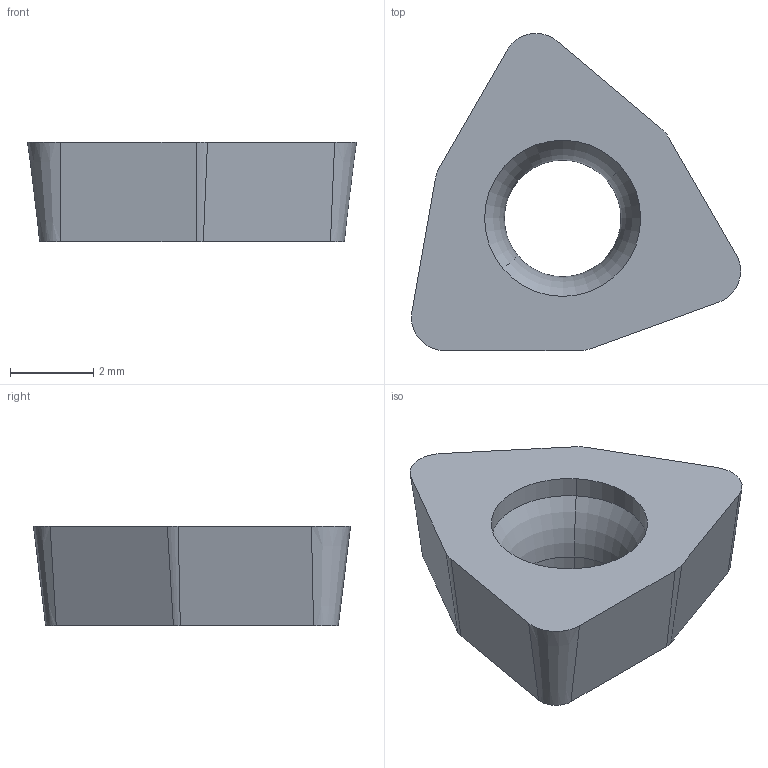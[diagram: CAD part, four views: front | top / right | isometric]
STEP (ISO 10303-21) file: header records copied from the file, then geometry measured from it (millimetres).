
FILE_DESCRIPTION((''),'2;1');
FILE_NAME('WC040208N','2024-09-24T17:03:11',('tlyaf015'),('PTC Japan'),'CREO PARAMETRIC BY PTC INC, 2021424','CREO PARAMETRIC BY PTC INC, 2021424','');
FILE_SCHEMA(('AUTOMOTIVE_DESIGN { 1 0 10303 214 1 1 1 1 }'));
Length unit declared in the file: millimetre
Products named in the file (1): WC040208N
Bounding box: 7.9 x 7.61 x 2.38 mm (x, y, z)
Volume: 69.4 mm3; surface area: 138.9 mm2
Topology: 1 solids, 1 shells, 20 faces, 68 edges, 50 vertices
Faces by surface type: plane 8, cone 6, cylinder 4, torus 2
Entity records: 1053 total; most frequent: DIRECTION 148, CARTESIAN_POINT 129, ORIENTED_EDGE 108, PRESENTATION_STYLE_ASSIGNMENT 71, STYLED_ITEM 71, CURVE_STYLE 70, AXIS2_PLACEMENT_3D 57, EDGE_CURVE 54
